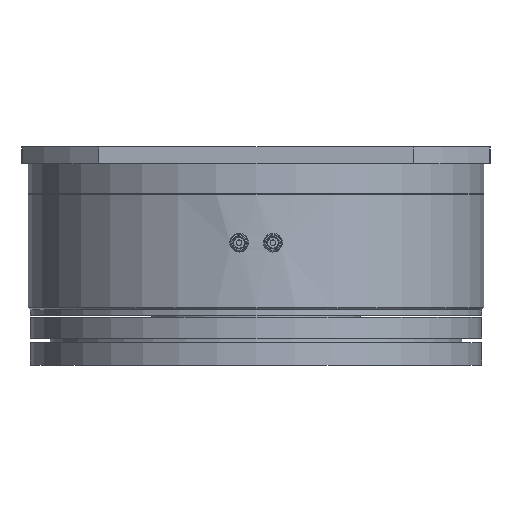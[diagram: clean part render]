
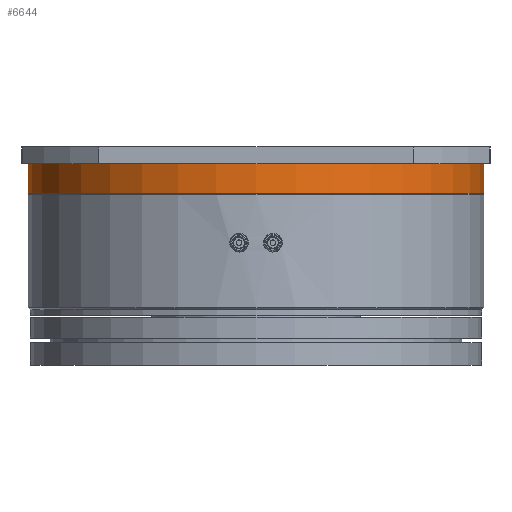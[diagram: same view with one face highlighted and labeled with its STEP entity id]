
A CAD part, front view. The second image highlights one B-rep face of the part: STEP entity #6644.
In plain terms, the highlighted cylindrical face has radius 40.4 mm (diameter 80.8 mm), a partial arc.
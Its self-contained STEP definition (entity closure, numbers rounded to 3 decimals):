
#1382 = CIRCLE ( 'NONE', #7711, 40.4 ) ;
#2231 = ORIENTED_EDGE ( 'NONE', *, *, #16403, .F. ) ;
#2323 = VERTEX_POINT ( 'NONE', #11589 ) ;
#2553 = ORIENTED_EDGE ( 'NONE', *, *, #26278, .T. ) ;
#3405 = LINE ( 'NONE', #11631, #14419 ) ;
#3944 = DIRECTION ( 'NONE',  ( -1., 0., 0. ) ) ;
#5247 = VECTOR ( 'NONE', #11880, 1000. ) ;
#5686 = DIRECTION ( 'NONE',  ( -1., 0., 0. ) ) ;
#6065 = EDGE_CURVE ( 'NONE', #15049, #2323, #1382, .T. ) ;
#6644 = ADVANCED_FACE ( 'NONE', ( #12038 ), #13896, .T. ) ;
#7711 = AXIS2_PLACEMENT_3D ( 'NONE', #13394, #15523, #5686 ) ;
#11585 = VERTEX_POINT ( 'NONE', #18044 ) ;
#11589 = CARTESIAN_POINT ( 'NONE',  ( -40.4, 0., -8.2 ) ) ;
#11631 = CARTESIAN_POINT ( 'NONE',  ( 40.4, 0., -7.878 ) ) ;
#11880 = DIRECTION ( 'NONE',  ( 0., 0., -1. ) ) ;
#12038 = FACE_OUTER_BOUND ( 'NONE', #19730, .T. ) ;
#13394 = CARTESIAN_POINT ( 'NONE',  ( 0., 0., -8.2 ) ) ;
#13443 = CIRCLE ( 'NONE', #16833, 40.4 ) ;
#13674 = DIRECTION ( 'NONE',  ( -1., 0., 0. ) ) ;
#13896 = CYLINDRICAL_SURFACE ( 'NONE', #18153, 40.4 ) ;
#14419 = VECTOR ( 'NONE', #15613, 1000. ) ;
#15049 = VERTEX_POINT ( 'NONE', #20476 ) ;
#15523 = DIRECTION ( 'NONE',  ( 0., 0., -1. ) ) ;
#15613 = DIRECTION ( 'NONE',  ( 0., 0., -1. ) ) ;
#16111 = VERTEX_POINT ( 'NONE', #21135 ) ;
#16121 = CARTESIAN_POINT ( 'NONE',  ( -40.4, 0., -7.878 ) ) ;
#16312 = CARTESIAN_POINT ( 'NONE',  ( 0., 0., -3. ) ) ;
#16403 = EDGE_CURVE ( 'NONE', #11585, #15049, #3405, .T. ) ;
#16833 = AXIS2_PLACEMENT_3D ( 'NONE', #16312, #26042, #13674 ) ;
#18044 = CARTESIAN_POINT ( 'NONE',  ( 40.4, 0., -3. ) ) ;
#18153 = AXIS2_PLACEMENT_3D ( 'NONE', #26129, #22149, #3944 ) ;
#19730 = EDGE_LOOP ( 'NONE', ( #2231, #2553, #21909, #24220 ) ) ;
#20233 = LINE ( 'NONE', #16121, #5247 ) ;
#20476 = CARTESIAN_POINT ( 'NONE',  ( 40.4, 0., -8.2 ) ) ;
#21135 = CARTESIAN_POINT ( 'NONE',  ( -40.4, 0., -3. ) ) ;
#21909 = ORIENTED_EDGE ( 'NONE', *, *, #22590, .T. ) ;
#22149 = DIRECTION ( 'NONE',  ( 0., 0., -1. ) ) ;
#22590 = EDGE_CURVE ( 'NONE', #16111, #2323, #20233, .T. ) ;
#24220 = ORIENTED_EDGE ( 'NONE', *, *, #6065, .F. ) ;
#26042 = DIRECTION ( 'NONE',  ( 0., 0., -1. ) ) ;
#26129 = CARTESIAN_POINT ( 'NONE',  ( 0., 0., -7.878 ) ) ;
#26278 = EDGE_CURVE ( 'NONE', #11585, #16111, #13443, .T. ) ;
